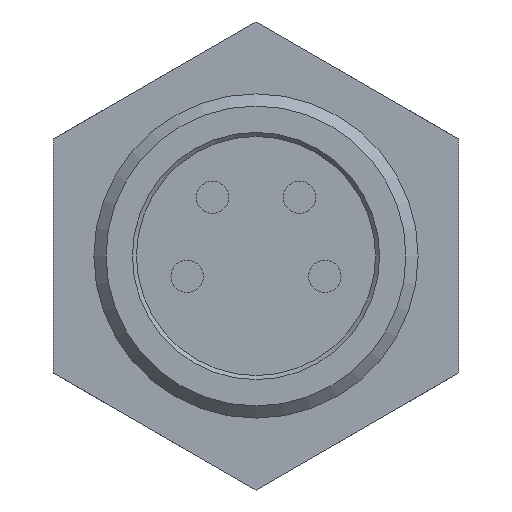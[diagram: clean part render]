
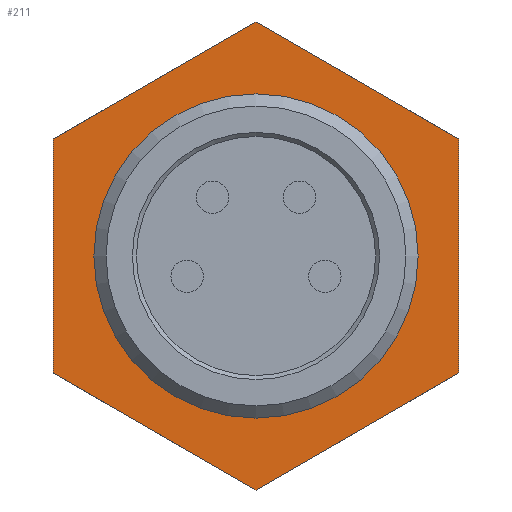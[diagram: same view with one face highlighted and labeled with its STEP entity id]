
A CAD part, left-side view. The second image highlights one B-rep face of the part: STEP entity #211.
In plain terms, the highlighted planar face has unit normal (-1, 0, 0).
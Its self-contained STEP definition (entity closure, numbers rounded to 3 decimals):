
#62=LINE('',#1362,#86);
#63=LINE('',#1365,#87);
#64=LINE('',#1367,#88);
#65=LINE('',#1369,#89);
#66=LINE('',#1371,#90);
#67=LINE('',#1373,#91);
#86=VECTOR('',#1110,1.);
#87=VECTOR('',#1111,1.);
#88=VECTOR('',#1112,1.);
#89=VECTOR('',#1113,1.);
#90=VECTOR('',#1114,1.);
#91=VECTOR('',#1115,1.);
#154=PLANE('',#946);
#211=ADVANCED_FACE('',(#309,#310),#154,.T.);
#309=FACE_BOUND('',#393,.T.);
#310=FACE_BOUND('',#394,.T.);
#393=EDGE_LOOP('',(#505,#506,#507,#508,#509,#510));
#394=EDGE_LOOP('',(#511));
#505=ORIENTED_EDGE('',*,*,#770,.F.);
#506=ORIENTED_EDGE('',*,*,#771,.F.);
#507=ORIENTED_EDGE('',*,*,#772,.F.);
#508=ORIENTED_EDGE('',*,*,#773,.F.);
#509=ORIENTED_EDGE('',*,*,#774,.F.);
#510=ORIENTED_EDGE('',*,*,#775,.F.);
#511=ORIENTED_EDGE('',*,*,#769,.T.);
#691=VERTEX_POINT('',#1360);
#692=VERTEX_POINT('',#1363);
#693=VERTEX_POINT('',#1364);
#694=VERTEX_POINT('',#1366);
#695=VERTEX_POINT('',#1368);
#696=VERTEX_POINT('',#1370);
#697=VERTEX_POINT('',#1372);
#769=EDGE_CURVE('',#691,#691,#871,.T.);
#770=EDGE_CURVE('',#692,#693,#62,.T.);
#771=EDGE_CURVE('',#694,#692,#63,.T.);
#772=EDGE_CURVE('',#695,#694,#64,.T.);
#773=EDGE_CURVE('',#696,#695,#65,.T.);
#774=EDGE_CURVE('',#697,#696,#66,.T.);
#775=EDGE_CURVE('',#693,#697,#67,.T.);
#871=CIRCLE('',#944,4.);
#944=AXIS2_PLACEMENT_3D('',#1359,#1106,#1107);
#946=AXIS2_PLACEMENT_3D('',#1374,#1116,#1117);
#1106=DIRECTION('',(1.,0.,0.));
#1107=DIRECTION('',(0.,0.,1.));
#1110=DIRECTION('',(0.,0.866,0.5));
#1111=DIRECTION('',(0.,0.866,-0.5));
#1112=DIRECTION('',(0.,0.,-1.));
#1113=DIRECTION('',(0.,-0.866,-0.5));
#1114=DIRECTION('',(0.,-0.866,0.5));
#1115=DIRECTION('',(0.,0.,1.));
#1116=DIRECTION('',(-1.,0.,0.));
#1117=DIRECTION('',(0.,0.,1.));
#1359=CARTESIAN_POINT('',(2.5,0.,0.));
#1360=CARTESIAN_POINT('',(2.5,0.,4.));
#1362=CARTESIAN_POINT('',(2.5,-1.83,-6.83));
#1363=CARTESIAN_POINT('',(2.5,0.,-5.774));
#1364=CARTESIAN_POINT('',(2.5,5.,-2.887));
#1365=CARTESIAN_POINT('',(2.5,-6.83,-1.83));
#1366=CARTESIAN_POINT('',(2.5,-5.,-2.887));
#1367=CARTESIAN_POINT('',(2.5,-5.,5.));
#1368=CARTESIAN_POINT('',(2.5,-5.,2.887));
#1369=CARTESIAN_POINT('',(2.5,1.83,6.83));
#1370=CARTESIAN_POINT('',(2.5,0.,5.774));
#1371=CARTESIAN_POINT('',(2.5,6.83,1.83));
#1372=CARTESIAN_POINT('',(2.5,5.,2.887));
#1373=CARTESIAN_POINT('',(2.5,5.,-5.));
#1374=CARTESIAN_POINT('',(2.5,0.,0.));
